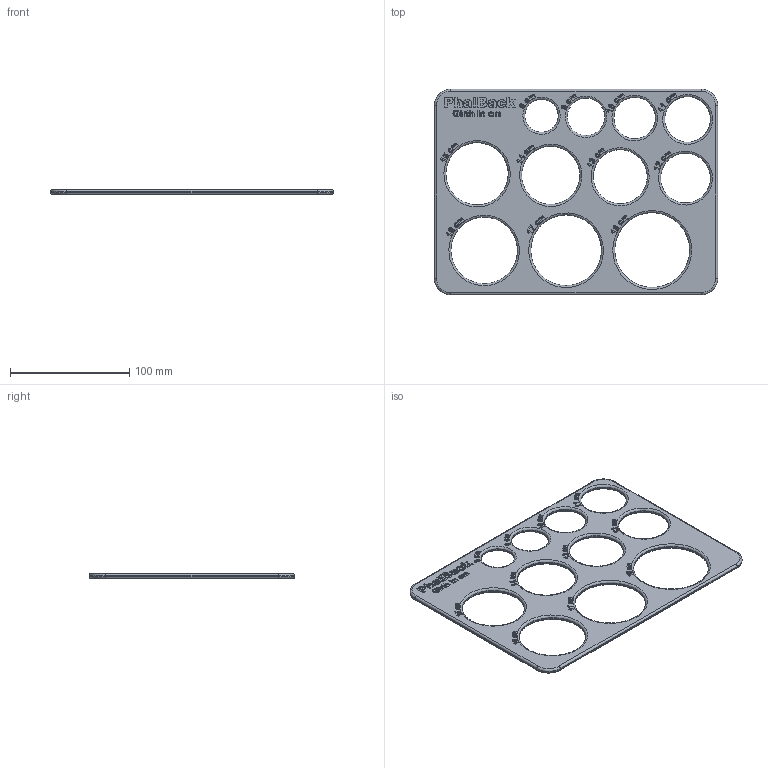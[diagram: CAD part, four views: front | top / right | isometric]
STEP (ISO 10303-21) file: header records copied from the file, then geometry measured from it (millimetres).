
FILE_DESCRIPTION(('FreeCAD Model'),'2;1');
FILE_NAME('Open CASCADE Shape Model','2025-04-29T06:04:24',('FreeCAD'),( 'FreeCAD'),'Open CASCADE STEP processor 7.6','FreeCAD','Unknown');
FILE_SCHEMA(('AUTOMOTIVE_DESIGN { 1 0 10303 214 1 1 1 1 }'));
Products named in the file (1): Open CASCADE STEP translator 7.6 1
Bounding box: 237.59 x 172.3 x 4.18 mm (x, y, z)
Volume: 86910.6 mm3; surface area: 53768.8 mm2
Topology: 1 solids, 1 shells, 4064 faces, 11500 edges, 7638 vertices
Faces by surface type: bspline 4064
Entity records: 146402 total; most frequent: CARTESIAN_POINT 76532, ORIENTED_EDGE 22820, EDGE_CURVE 11410, B_SPLINE_CURVE_WITH_KNOTS 11233, VERTEX_POINT 7589, FACE_BOUND 4363, EDGE_LOOP 4363, ADVANCED_FACE 4064
